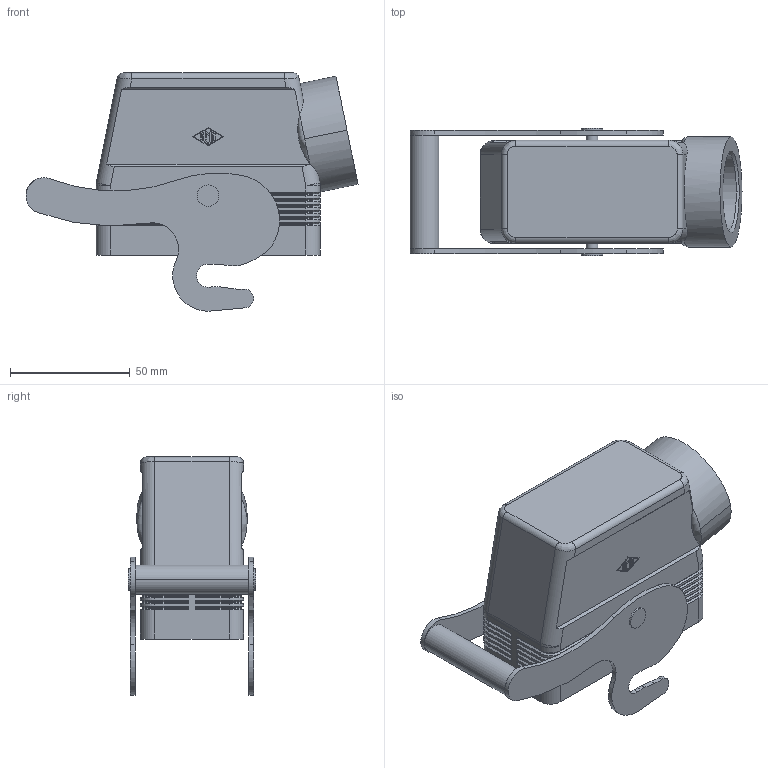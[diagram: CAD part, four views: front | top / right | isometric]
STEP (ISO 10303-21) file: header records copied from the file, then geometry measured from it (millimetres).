
FILE_DESCRIPTION(('Creo Elements/Direct Modeling STEP Export'),'2;1');
FILE_NAME('0lndrr03sgoeedj3392','2015-09-01T16:57:51',(''),(''),'Creo Elements/Direct Modeling STEP processor for AP214 (Solid Model)','Creo Elements/Direct Modeling 18.1F 24-Jul-2014 (C) Parametric Technology GmbH','');
FILE_SCHEMA(('AUTOMOTIVE_DESIGN { 1 0 10303 214 1 1 1 1 }'));
Length unit declared in the file: millimetre
Products named in the file (1): MAO_16_YX40
Bounding box: 138.54 x 53.2 x 99.36 mm (x, y, z)
Volume: 100269.4 mm3; surface area: 61594 mm2
Topology: 1 solids, 1 shells, 477 faces, 1156 edges, 691 vertices
Faces by surface type: plane 253, cylinder 156, cone 58, sphere 4, bspline 4, torus 2
Entity records: 13854 total; most frequent: CARTESIAN_POINT 2944, ORIENTED_EDGE 2288, DIRECTION 2257, EDGE_CURVE 1144, AXIS2_PLACEMENT_3D 756, VECTOR 745, LINE 745, VERTEX_POINT 691
